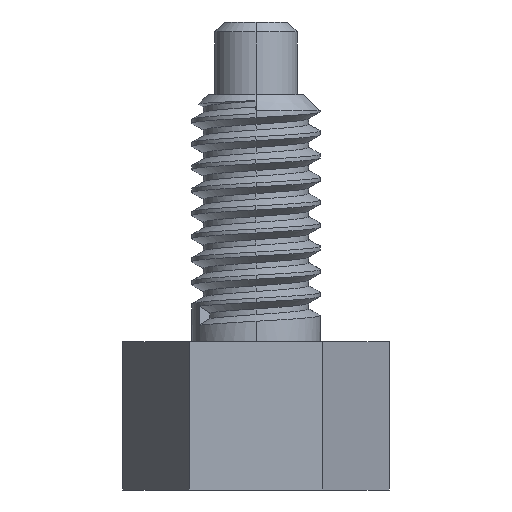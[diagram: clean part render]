
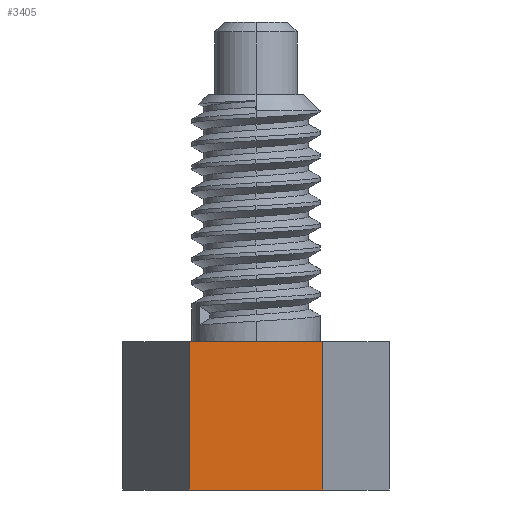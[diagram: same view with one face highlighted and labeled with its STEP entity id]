
A CAD part, left-side view. The second image highlights one B-rep face of the part: STEP entity #3405.
In plain terms, the highlighted planar face has unit normal (-1, 0, 0).
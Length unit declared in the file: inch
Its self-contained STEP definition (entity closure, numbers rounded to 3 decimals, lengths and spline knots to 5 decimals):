
#52 = CARTESIAN_POINT ( 'NONE',  ( -0.1378, 0.54873, -0.17717 ) ) ;
#158 = EDGE_CURVE ( 'NONE', #4153, #1271, #3861, .T. ) ;
#213 = EDGE_CURVE ( 'NONE', #3694, #4250, #408, .T. ) ;
#310 = VECTOR ( 'NONE', #3035, 39.37008 ) ;
#321 = FACE_OUTER_BOUND ( 'NONE', #3462, .T. ) ;
#408 = LINE ( 'NONE', #52, #4387 ) ;
#738 = CARTESIAN_POINT ( 'NONE',  ( -0.1378, 0.54873, 0. ) ) ;
#756 = DIRECTION ( 'NONE',  ( 0., -1., 0. ) ) ;
#989 = DIRECTION ( 'NONE',  ( 0., 0., -1. ) ) ;
#1156 = VECTOR ( 'NONE', #756, 39.37008 ) ;
#1271 = VERTEX_POINT ( 'NONE', #1742 ) ;
#1442 = AXIS2_PLACEMENT_3D ( 'NONE', #3781, #4073, #989 ) ;
#1454 = DIRECTION ( 'NONE',  ( 0., -1., 0. ) ) ;
#1485 = LINE ( 'NONE', #2783, #2280 ) ;
#1506 = CARTESIAN_POINT ( 'NONE',  ( -0.1378, 0.70785, -0.17717 ) ) ;
#1547 = LINE ( 'NONE', #2735, #310 ) ;
#1742 = CARTESIAN_POINT ( 'NONE',  ( -0.1378, 0.70785, 0. ) ) ;
#1756 = EDGE_CURVE ( 'NONE', #4250, #1271, #1547, .T. ) ;
#2280 = VECTOR ( 'NONE', #3832, 39.37008 ) ;
#2688 = PLANE ( 'NONE',  #1442 ) ;
#2725 = ORIENTED_EDGE ( 'NONE', *, *, #1756, .T. ) ;
#2735 = CARTESIAN_POINT ( 'NONE',  ( -0.1378, 0.70785, -0.17717 ) ) ;
#2783 = CARTESIAN_POINT ( 'NONE',  ( -0.1378, 0.86696, -0.17717 ) ) ;
#3035 = DIRECTION ( 'NONE',  ( 0., 0., 1. ) ) ;
#3405 = ADVANCED_FACE ( 'NONE', ( #321 ), #2688, .F. ) ;
#3462 = EDGE_LOOP ( 'NONE', ( #4129, #2725, #4395, #3947 ) ) ;
#3694 = VERTEX_POINT ( 'NONE', #3948 ) ;
#3781 = CARTESIAN_POINT ( 'NONE',  ( -0.1378, 0.70785, -0.17717 ) ) ;
#3832 = DIRECTION ( 'NONE',  ( 0., 0., 1. ) ) ;
#3861 = LINE ( 'NONE', #738, #1156 ) ;
#3947 = ORIENTED_EDGE ( 'NONE', *, *, #4214, .F. ) ;
#3948 = CARTESIAN_POINT ( 'NONE',  ( -0.1378, 0.86696, -0.17717 ) ) ;
#4073 = DIRECTION ( 'NONE',  ( 1., 0., 0. ) ) ;
#4126 = CARTESIAN_POINT ( 'NONE',  ( -0.1378, 0.86696, 0. ) ) ;
#4129 = ORIENTED_EDGE ( 'NONE', *, *, #213, .T. ) ;
#4153 = VERTEX_POINT ( 'NONE', #4126 ) ;
#4214 = EDGE_CURVE ( 'NONE', #3694, #4153, #1485, .T. ) ;
#4250 = VERTEX_POINT ( 'NONE', #1506 ) ;
#4387 = VECTOR ( 'NONE', #1454, 39.37008 ) ;
#4395 = ORIENTED_EDGE ( 'NONE', *, *, #158, .F. ) ;
